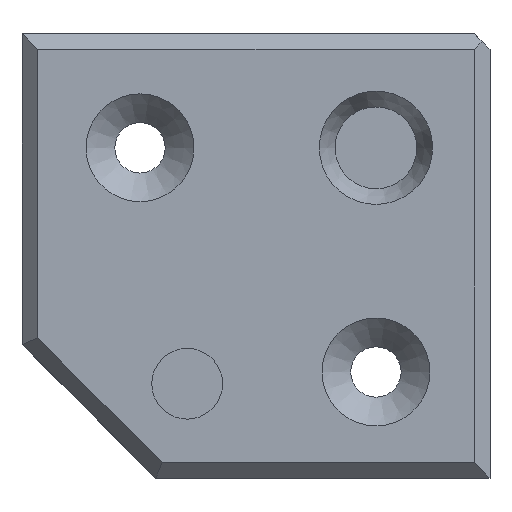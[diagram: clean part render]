
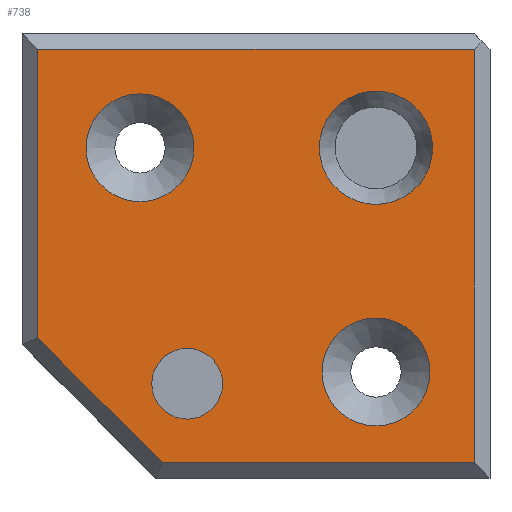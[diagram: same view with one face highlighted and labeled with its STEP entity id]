
A CAD part, top view. The second image highlights one B-rep face of the part: STEP entity #738.
In plain terms, the highlighted planar face has unit normal (0, 0, 1).
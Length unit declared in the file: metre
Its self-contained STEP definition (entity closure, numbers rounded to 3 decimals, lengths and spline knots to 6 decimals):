
#42=CIRCLE('',#801,0.006855);
#43=CIRCLE('',#802,0.006855);
#44=CIRCLE('',#803,0.0072);
#45=CIRCLE('',#804,0.0045);
#76=ORIENTED_EDGE('',*,*,#276,.T.);
#77=ORIENTED_EDGE('',*,*,#277,.T.);
#78=ORIENTED_EDGE('',*,*,#278,.T.);
#79=ORIENTED_EDGE('',*,*,#279,.T.);
#80=ORIENTED_EDGE('',*,*,#280,.F.);
#81=ORIENTED_EDGE('',*,*,#281,.F.);
#82=ORIENTED_EDGE('',*,*,#282,.F.);
#83=ORIENTED_EDGE('',*,*,#283,.F.);
#84=ORIENTED_EDGE('',*,*,#284,.F.);
#276=EDGE_CURVE('',#376,#376,#42,.T.);
#277=EDGE_CURVE('',#377,#377,#43,.T.);
#278=EDGE_CURVE('',#378,#378,#44,.T.);
#279=EDGE_CURVE('',#379,#379,#45,.T.);
#280=EDGE_CURVE('',#380,#381,#442,.T.);
#281=EDGE_CURVE('',#382,#380,#443,.T.);
#282=EDGE_CURVE('',#383,#382,#444,.T.);
#283=EDGE_CURVE('',#384,#383,#445,.T.);
#284=EDGE_CURVE('',#381,#384,#446,.T.);
#376=VERTEX_POINT('',#1109);
#377=VERTEX_POINT('',#1111);
#378=VERTEX_POINT('',#1113);
#379=VERTEX_POINT('',#1115);
#380=VERTEX_POINT('',#1117);
#381=VERTEX_POINT('',#1118);
#382=VERTEX_POINT('',#1120);
#383=VERTEX_POINT('',#1122);
#384=VERTEX_POINT('',#1124);
#442=LINE('',#1116,#515);
#443=LINE('',#1119,#516);
#444=LINE('',#1121,#517);
#445=LINE('',#1123,#518);
#446=LINE('',#1125,#519);
#515=VECTOR('',#898,1.);
#516=VECTOR('',#899,1.);
#517=VECTOR('',#900,1.);
#518=VECTOR('',#901,1.);
#519=VECTOR('',#902,1.);
#581=EDGE_LOOP('',(#76));
#582=EDGE_LOOP('',(#77));
#583=EDGE_LOOP('',(#78));
#584=EDGE_LOOP('',(#79));
#585=EDGE_LOOP('',(#80,#81,#82,#83,#84));
#645=FACE_BOUND('',#581,.T.);
#646=FACE_BOUND('',#582,.T.);
#647=FACE_BOUND('',#583,.T.);
#648=FACE_BOUND('',#584,.T.);
#649=FACE_BOUND('',#585,.T.);
#704=PLANE('',#800);
#738=ADVANCED_FACE('',(#645,#646,#647,#648,#649),#704,.T.);
#800=AXIS2_PLACEMENT_3D('',#1107,#888,#889);
#801=AXIS2_PLACEMENT_3D('',#1108,#890,#891);
#802=AXIS2_PLACEMENT_3D('',#1110,#892,#893);
#803=AXIS2_PLACEMENT_3D('',#1112,#894,#895);
#804=AXIS2_PLACEMENT_3D('',#1114,#896,#897);
#888=DIRECTION('',(0.,0.,1.));
#889=DIRECTION('',(-1.,0.,0.));
#890=DIRECTION('',(0.,0.,-1.));
#891=DIRECTION('',(-1.,0.,0.));
#892=DIRECTION('',(0.,0.,-1.));
#893=DIRECTION('',(-1.,0.,0.));
#894=DIRECTION('',(0.,0.,-1.));
#895=DIRECTION('',(-1.,0.,0.));
#896=DIRECTION('',(0.,0.,-1.));
#897=DIRECTION('',(-1.,0.,0.));
#898=DIRECTION('',(1.,0.,0.));
#899=DIRECTION('',(0.,1.,0.));
#900=DIRECTION('',(-0.707,0.707,0.));
#901=DIRECTION('',(-1.,0.,0.));
#902=DIRECTION('',(0.,-1.,0.));
#1107=CARTESIAN_POINT('',(0.06,0.0015,0.036));
#1108=CARTESIAN_POINT('',(0.075,-0.0135,0.036));
#1109=CARTESIAN_POINT('',(0.068145,-0.0135,0.036));
#1110=CARTESIAN_POINT('',(0.045,0.015,0.036));
#1111=CARTESIAN_POINT('',(0.038145,0.015,0.036));
#1112=CARTESIAN_POINT('',(0.075,0.015,0.036));
#1113=CARTESIAN_POINT('',(0.0678,0.015,0.036));
#1114=CARTESIAN_POINT('',(0.051,-0.015,0.036));
#1115=CARTESIAN_POINT('',(0.0465,-0.015,0.036));
#1116=CARTESIAN_POINT('',(0.0895,0.0275,0.036));
#1117=CARTESIAN_POINT('',(0.032,0.0275,0.036));
#1118=CARTESIAN_POINT('',(0.0875,0.0275,0.036));
#1119=CARTESIAN_POINT('',(0.032,0.0015,0.036));
#1120=CARTESIAN_POINT('',(0.032,-0.009172,0.036));
#1121=CARTESIAN_POINT('',(0.040664,-0.017836,0.036));
#1122=CARTESIAN_POINT('',(0.047828,-0.025,0.036));
#1123=CARTESIAN_POINT('',(0.047,-0.025,0.036));
#1124=CARTESIAN_POINT('',(0.0875,-0.025,0.036));
#1125=CARTESIAN_POINT('',(0.0875,-0.025,0.036));
